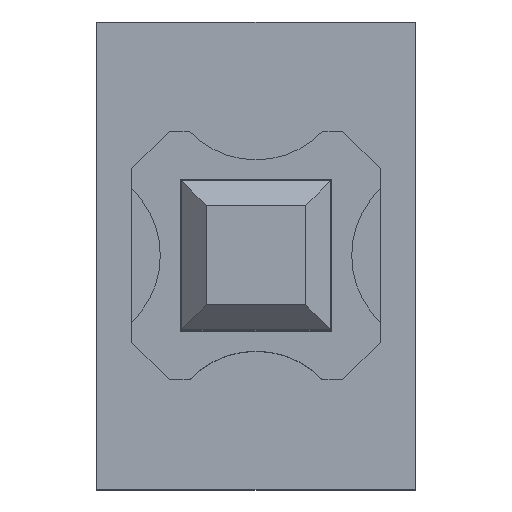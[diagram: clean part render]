
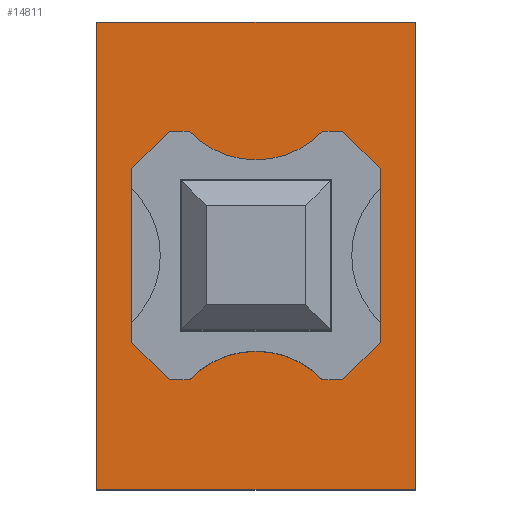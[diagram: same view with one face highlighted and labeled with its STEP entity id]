
A CAD part, top view. The second image highlights one B-rep face of the part: STEP entity #14811.
In plain terms, the highlighted planar face has unit normal (0, 0, 1).
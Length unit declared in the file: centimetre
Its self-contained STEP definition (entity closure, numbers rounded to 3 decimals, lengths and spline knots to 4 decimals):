
#184=FACE_BOUND('',#1953,.T.);
#496=CIRCLE('',#15528,0.371);
#497=CIRCLE('',#15530,0.371);
#1134=FACE_OUTER_BOUND('',#1952,.T.);
#1952=EDGE_LOOP('',(#11811,#11812,#11813,#11814));
#1953=EDGE_LOOP('',(#11815,#11816,#11817,#11818,#11819,#11820,#11821,#11822,
#11823,#11824,#11825,#11826));
#3206=LINE('',#24155,#4967);
#3255=LINE('',#24272,#5016);
#3257=LINE('',#24276,#5018);
#3260=LINE('',#24281,#5021);
#3264=LINE('',#24290,#5025);
#3266=LINE('',#24293,#5027);
#3268=LINE('',#24297,#5029);
#3270=LINE('',#24301,#5031);
#3271=LINE('',#24303,#5032);
#3273=LINE('',#24307,#5034);
#3274=LINE('',#24309,#5035);
#3275=LINE('',#24312,#5036);
#3276=LINE('',#24314,#5037);
#3277=LINE('',#24315,#5038);
#4967=VECTOR('',#17571,1.);
#5016=VECTOR('',#17674,1.);
#5018=VECTOR('',#17678,1.);
#5021=VECTOR('',#17683,1.);
#5025=VECTOR('',#17693,1.);
#5027=VECTOR('',#17697,1.);
#5029=VECTOR('',#17701,1.);
#5031=VECTOR('',#17705,1.);
#5032=VECTOR('',#17708,1.);
#5034=VECTOR('',#17712,1.);
#5035=VECTOR('',#17715,1.);
#5036=VECTOR('',#17718,1.);
#5037=VECTOR('',#17719,1.);
#5038=VECTOR('',#17720,1.);
#6640=VERTEX_POINT('',#24152);
#6641=VERTEX_POINT('',#24154);
#6678=VERTEX_POINT('',#24259);
#6679=VERTEX_POINT('',#24260);
#6680=VERTEX_POINT('',#24265);
#6681=VERTEX_POINT('',#24266);
#6682=VERTEX_POINT('',#24271);
#6683=VERTEX_POINT('',#24275);
#6684=VERTEX_POINT('',#24279);
#6685=VERTEX_POINT('',#24287);
#6686=VERTEX_POINT('',#24289);
#6687=VERTEX_POINT('',#24295);
#6688=VERTEX_POINT('',#24299);
#6689=VERTEX_POINT('',#24305);
#6690=VERTEX_POINT('',#24311);
#6691=VERTEX_POINT('',#24313);
#8433=EDGE_CURVE('',#6640,#6641,#3206,.T.);
#8484=EDGE_CURVE('',#6678,#6679,#496,.T.);
#8487=EDGE_CURVE('',#6680,#6681,#497,.T.);
#8490=EDGE_CURVE('',#6682,#6679,#3255,.T.);
#8492=EDGE_CURVE('',#6683,#6681,#3257,.T.);
#8495=EDGE_CURVE('',#6680,#6684,#3260,.T.);
#8499=EDGE_CURVE('',#6686,#6685,#3264,.T.);
#8501=EDGE_CURVE('',#6685,#6683,#3266,.T.);
#8503=EDGE_CURVE('',#6684,#6687,#3268,.T.);
#8505=EDGE_CURVE('',#6687,#6688,#3270,.T.);
#8506=EDGE_CURVE('',#6688,#6682,#3271,.T.);
#8508=EDGE_CURVE('',#6678,#6689,#3273,.T.);
#8509=EDGE_CURVE('',#6689,#6686,#3274,.T.);
#8510=EDGE_CURVE('',#6641,#6690,#3275,.T.);
#8511=EDGE_CURVE('',#6691,#6640,#3276,.T.);
#8512=EDGE_CURVE('',#6690,#6691,#3277,.T.);
#11811=ORIENTED_EDGE('',*,*,#8510,.F.);
#11812=ORIENTED_EDGE('',*,*,#8433,.F.);
#11813=ORIENTED_EDGE('',*,*,#8511,.F.);
#11814=ORIENTED_EDGE('',*,*,#8512,.F.);
#11815=ORIENTED_EDGE('',*,*,#8499,.T.);
#11816=ORIENTED_EDGE('',*,*,#8501,.T.);
#11817=ORIENTED_EDGE('',*,*,#8492,.T.);
#11818=ORIENTED_EDGE('',*,*,#8487,.F.);
#11819=ORIENTED_EDGE('',*,*,#8495,.T.);
#11820=ORIENTED_EDGE('',*,*,#8503,.T.);
#11821=ORIENTED_EDGE('',*,*,#8505,.T.);
#11822=ORIENTED_EDGE('',*,*,#8506,.T.);
#11823=ORIENTED_EDGE('',*,*,#8490,.T.);
#11824=ORIENTED_EDGE('',*,*,#8484,.F.);
#11825=ORIENTED_EDGE('',*,*,#8508,.T.);
#11826=ORIENTED_EDGE('',*,*,#8509,.T.);
#14104=PLANE('',#15543);
#14811=ADVANCED_FACE('',(#1134,#184),#14104,.T.);
#15528=AXIS2_PLACEMENT_3D('',#24261,#17662,#17663);
#15530=AXIS2_PLACEMENT_3D('',#24267,#17668,#17669);
#15543=AXIS2_PLACEMENT_3D('',#24310,#17716,#17717);
#17571=DIRECTION('',(0.,-1.,0.));
#17662=DIRECTION('center_axis',(0.,0.,-1.));
#17663=DIRECTION('ref_axis',(-0.724,-0.69,0.));
#17668=DIRECTION('center_axis',(0.,0.,-1.));
#17669=DIRECTION('ref_axis',(-0.724,-0.69,0.));
#17674=DIRECTION('',(1.,0.,0.));
#17678=DIRECTION('',(-1.,0.,0.));
#17683=DIRECTION('',(-1.,0.,0.));
#17693=DIRECTION('',(0.,-1.,0.));
#17697=DIRECTION('',(-0.707,-0.707,0.));
#17701=DIRECTION('',(-0.707,0.707,0.));
#17705=DIRECTION('',(0.,1.,0.));
#17708=DIRECTION('',(0.707,0.707,0.));
#17712=DIRECTION('',(1.,0.,0.));
#17715=DIRECTION('',(0.707,-0.707,0.));
#17716=DIRECTION('center_axis',(0.,0.,1.));
#17717=DIRECTION('ref_axis',(0.,-1.,0.));
#17718=DIRECTION('',(-1.,0.,0.));
#17719=DIRECTION('',(1.,0.,0.));
#17720=DIRECTION('',(0.,1.,0.));
#24152=CARTESIAN_POINT('',(0.64,0.94,1.45));
#24154=CARTESIAN_POINT('',(0.64,-0.94,1.45));
#24155=CARTESIAN_POINT('',(0.64,-0.94,1.45));
#24259=CARTESIAN_POINT('',(0.2685,0.5,1.45));
#24260=CARTESIAN_POINT('',(-0.2685,0.5,1.45));
#24261=CARTESIAN_POINT('Origin',(0.,0.756,1.45));
#24265=CARTESIAN_POINT('',(-0.2685,-0.5,1.45));
#24266=CARTESIAN_POINT('',(0.2685,-0.5,1.45));
#24267=CARTESIAN_POINT('Origin',(0.,-0.756,1.45));
#24271=CARTESIAN_POINT('',(-0.3485,0.5,1.45));
#24272=CARTESIAN_POINT('',(-0.1743,0.5,1.45));
#24275=CARTESIAN_POINT('',(0.3485,-0.5,1.45));
#24276=CARTESIAN_POINT('',(0.1743,-0.5,1.45));
#24279=CARTESIAN_POINT('',(-0.3485,-0.5,1.45));
#24281=CARTESIAN_POINT('',(0.1743,-0.5,1.45));
#24287=CARTESIAN_POINT('',(0.5,-0.3485,1.45));
#24289=CARTESIAN_POINT('',(0.5,0.3485,1.45));
#24290=CARTESIAN_POINT('',(0.5,0.1743,1.45));
#24293=CARTESIAN_POINT('',(0.4621,-0.3864,1.45));
#24295=CARTESIAN_POINT('',(-0.5,-0.3485,1.45));
#24297=CARTESIAN_POINT('',(-0.3864,-0.4621,1.45));
#24299=CARTESIAN_POINT('',(-0.5,0.3485,1.45));
#24301=CARTESIAN_POINT('',(-0.5,-0.1743,1.45));
#24303=CARTESIAN_POINT('',(-0.4621,0.3864,1.45));
#24305=CARTESIAN_POINT('',(0.3485,0.5,1.45));
#24307=CARTESIAN_POINT('',(-0.1743,0.5,1.45));
#24309=CARTESIAN_POINT('',(0.3864,0.4621,1.45));
#24310=CARTESIAN_POINT('Origin',(0.,0.,1.45));
#24311=CARTESIAN_POINT('',(-0.64,-0.94,1.45));
#24312=CARTESIAN_POINT('',(-0.64,-0.94,1.45));
#24313=CARTESIAN_POINT('',(-0.64,0.94,1.45));
#24314=CARTESIAN_POINT('',(0.64,0.94,1.45));
#24315=CARTESIAN_POINT('',(-0.64,0.94,1.45));
